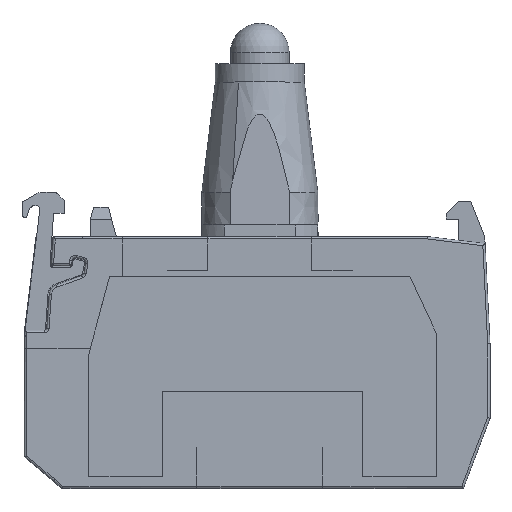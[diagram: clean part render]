
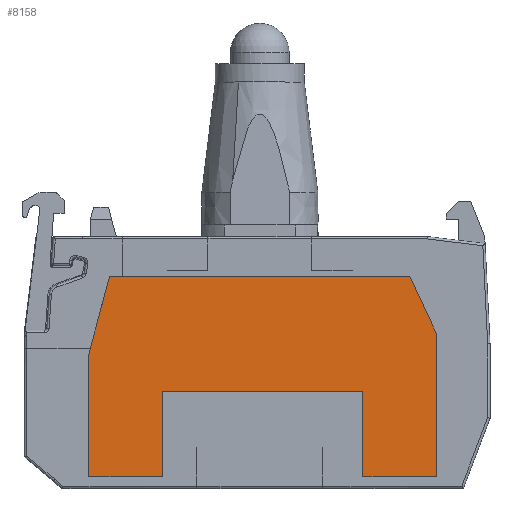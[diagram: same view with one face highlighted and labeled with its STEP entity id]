
A CAD part, top view. The second image highlights one B-rep face of the part: STEP entity #8158.
In plain terms, the highlighted planar face has unit normal (0, 0, 1).
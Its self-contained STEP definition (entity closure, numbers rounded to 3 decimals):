
#8144=AXIS2_PLACEMENT_3D('Plane Axis2P3D',#8141,#8142,#8143) ;
#5186=CARTESIAN_POINT('Vertex',(-14.6,11.477,8.)) ;
#5189=CARTESIAN_POINT('Line Origine',(-13.713,14.789,8.)) ;
#5193=CARTESIAN_POINT('Vertex',(-12.825,18.1,8.)) ;
#5225=CARTESIAN_POINT('Vertex',(-14.6,1.,8.)) ;
#5228=CARTESIAN_POINT('Line Origine',(-14.6,6.239,8.)) ;
#5256=CARTESIAN_POINT('Vertex',(-8.3,1.,8.)) ;
#5259=CARTESIAN_POINT('Line Origine',(-11.45,1.,8.)) ;
#5287=CARTESIAN_POINT('Vertex',(-8.3,8.3,8.)) ;
#5290=CARTESIAN_POINT('Line Origine',(-8.3,4.65,8.)) ;
#5318=CARTESIAN_POINT('Vertex',(8.8,8.3,8.)) ;
#5321=CARTESIAN_POINT('Line Origine',(0.25,8.3,8.)) ;
#5349=CARTESIAN_POINT('Vertex',(8.8,1.,8.)) ;
#5352=CARTESIAN_POINT('Line Origine',(8.8,4.65,8.)) ;
#5375=CARTESIAN_POINT('Vertex',(15.1,1.,8.)) ;
#5378=CARTESIAN_POINT('Line Origine',(11.95,1.,8.)) ;
#5406=CARTESIAN_POINT('Vertex',(15.1,13.179,8.)) ;
#5409=CARTESIAN_POINT('Line Origine',(15.1,7.089,8.)) ;
#5437=CARTESIAN_POINT('Vertex',(12.805,18.1,8.)) ;
#5440=CARTESIAN_POINT('Line Origine',(13.953,15.639,8.)) ;
#5464=CARTESIAN_POINT('Line Origine',(-0.01,18.1,8.)) ;
#8141=CARTESIAN_POINT('Axis2P3D Location',(0.,0.,8.)) ;
#5190=DIRECTION('Vector Direction',(0.259,0.966,0.)) ;
#5229=DIRECTION('Vector Direction',(0.,-1.,0.)) ;
#5260=DIRECTION('Vector Direction',(1.,0.,0.)) ;
#5291=DIRECTION('Vector Direction',(0.,-1.,0.)) ;
#5322=DIRECTION('Vector Direction',(-1.,0.,0.)) ;
#5353=DIRECTION('Vector Direction',(0.,-1.,0.)) ;
#5379=DIRECTION('Vector Direction',(1.,0.,0.)) ;
#5410=DIRECTION('Vector Direction',(0.,-1.,0.)) ;
#5441=DIRECTION('Vector Direction',(0.423,-0.906,0.)) ;
#5465=DIRECTION('Vector Direction',(1.,0.,0.)) ;
#8142=DIRECTION('Axis2P3D Direction',(0.,0.,-1.)) ;
#8143=DIRECTION('Axis2P3D XDirection',(-1.,0.,0.)) ;
#5191=VECTOR('Line Direction',#5190,1.) ;
#5230=VECTOR('Line Direction',#5229,1.) ;
#5261=VECTOR('Line Direction',#5260,1.) ;
#5292=VECTOR('Line Direction',#5291,1.) ;
#5323=VECTOR('Line Direction',#5322,1.) ;
#5354=VECTOR('Line Direction',#5353,1.) ;
#5380=VECTOR('Line Direction',#5379,1.) ;
#5411=VECTOR('Line Direction',#5410,1.) ;
#5442=VECTOR('Line Direction',#5441,1.) ;
#5466=VECTOR('Line Direction',#5465,1.) ;
#8147=ORIENTED_EDGE('',*,*,#5356,.F.) ;
#8148=ORIENTED_EDGE('',*,*,#5382,.F.) ;
#8149=ORIENTED_EDGE('',*,*,#5413,.F.) ;
#8150=ORIENTED_EDGE('',*,*,#5444,.F.) ;
#8151=ORIENTED_EDGE('',*,*,#5468,.F.) ;
#8152=ORIENTED_EDGE('',*,*,#5195,.F.) ;
#8153=ORIENTED_EDGE('',*,*,#5232,.F.) ;
#8154=ORIENTED_EDGE('',*,*,#5263,.F.) ;
#8155=ORIENTED_EDGE('',*,*,#5294,.F.) ;
#8156=ORIENTED_EDGE('',*,*,#5325,.F.) ;
#8158=ADVANCED_FACE('Corps principal ( *SOL1 - wsp *MASTER -  )',(#8157),#8145,.F.) ;
#5195=EDGE_CURVE('',#5187,#5194,#5192,.T.) ;
#5232=EDGE_CURVE('',#5226,#5187,#5231,.F.) ;
#5263=EDGE_CURVE('',#5257,#5226,#5262,.F.) ;
#5294=EDGE_CURVE('',#5288,#5257,#5293,.T.) ;
#5325=EDGE_CURVE('',#5319,#5288,#5324,.T.) ;
#5356=EDGE_CURVE('',#5350,#5319,#5355,.F.) ;
#5382=EDGE_CURVE('',#5376,#5350,#5381,.F.) ;
#5413=EDGE_CURVE('',#5407,#5376,#5412,.T.) ;
#5444=EDGE_CURVE('',#5438,#5407,#5443,.T.) ;
#5468=EDGE_CURVE('',#5194,#5438,#5467,.T.) ;
#8146=EDGE_LOOP('',(#8147,#8148,#8149,#8150,#8151,#8152,#8153,#8154,#8155,#8156)) ;
#8157=FACE_OUTER_BOUND('',#8146,.T.) ;
#5192=LINE('Line',#5189,#5191) ;
#5231=LINE('Line',#5228,#5230) ;
#5262=LINE('Line',#5259,#5261) ;
#5293=LINE('Line',#5290,#5292) ;
#5324=LINE('Line',#5321,#5323) ;
#5355=LINE('Line',#5352,#5354) ;
#5381=LINE('Line',#5378,#5380) ;
#5412=LINE('Line',#5409,#5411) ;
#5443=LINE('Line',#5440,#5442) ;
#5467=LINE('Line',#5464,#5466) ;
#8145=PLANE('',#8144) ;
#5187=VERTEX_POINT('',#5186) ;
#5194=VERTEX_POINT('',#5193) ;
#5226=VERTEX_POINT('',#5225) ;
#5257=VERTEX_POINT('',#5256) ;
#5288=VERTEX_POINT('',#5287) ;
#5319=VERTEX_POINT('',#5318) ;
#5350=VERTEX_POINT('',#5349) ;
#5376=VERTEX_POINT('',#5375) ;
#5407=VERTEX_POINT('',#5406) ;
#5438=VERTEX_POINT('',#5437) ;
